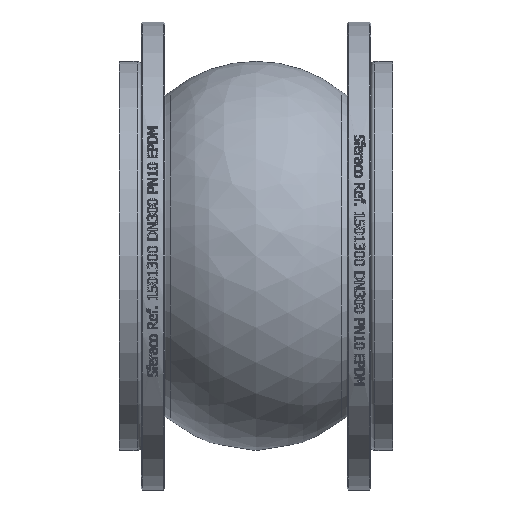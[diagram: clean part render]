
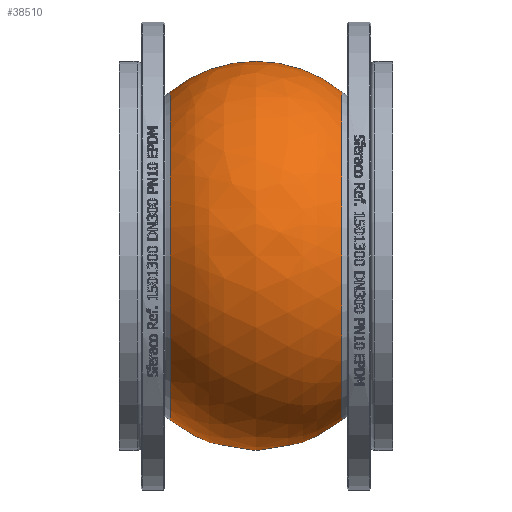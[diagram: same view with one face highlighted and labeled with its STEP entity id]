
A CAD part, front view. The second image highlights one B-rep face of the part: STEP entity #38510.
In plain terms, the highlighted free-form (B-spline) face has degree [2, 2] with [3, 9] control points.
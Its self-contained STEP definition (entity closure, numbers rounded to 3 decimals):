
#3255=(
BOUNDED_SURFACE()
B_SPLINE_SURFACE(2,2,((#49600,#49601,#49602,#49603,#49604,#49605,#49606,
#49607,#49608),(#49609,#49610,#49611,#49612,#49613,#49614,#49615,#49616,
#49617),(#49618,#49619,#49620,#49621,#49622,#49623,#49624,#49625,#49626)),
 .UNSPECIFIED.,.F.,.T.,.F.)
B_SPLINE_SURFACE_WITH_KNOTS((3,3),(3,2,2,2,3),(-0.68,0.68),
(-3.142,-1.571,0.,1.571,3.142),
 .UNSPECIFIED.)
GEOMETRIC_REPRESENTATION_ITEM()
RATIONAL_B_SPLINE_SURFACE(((1.,0.707,1.,0.707,1.,
0.707,1.,0.707,1.),(0.778,0.55,
0.778,0.55,0.778,0.55,
0.778,0.55,0.778),(1.,0.707,
1.,0.707,1.,0.707,1.,0.707,1.)))
REPRESENTATION_ITEM('')
SURFACE()
);
#9783=FACE_OUTER_BOUND('',#11907,.T.);
#11907=EDGE_LOOP('',(#24958,#24959,#24960,#24961,#24962,#24963));
#14268=CIRCLE('',#40660,156.114);
#14272=CIRCLE('',#40664,156.114);
#14303=CIRCLE('',#40706,156.114);
#14304=CIRCLE('',#40707,156.114);
#14305=CIRCLE('',#40708,130.);
#15266=VERTEX_POINT('',#49495);
#15267=VERTEX_POINT('',#49496);
#15292=VERTEX_POINT('',#49595);
#15293=VERTEX_POINT('',#49597);
#19104=EDGE_CURVE('',#15266,#15267,#14268,.T.);
#19108=EDGE_CURVE('',#15267,#15266,#14272,.T.);
#19141=EDGE_CURVE('',#15293,#15292,#14303,.T.);
#19142=EDGE_CURVE('',#15292,#15293,#14304,.T.);
#19143=EDGE_CURVE('',#15267,#15292,#14305,.T.);
#24958=ORIENTED_EDGE('',*,*,#19104,.F.);
#24959=ORIENTED_EDGE('',*,*,#19108,.F.);
#24960=ORIENTED_EDGE('',*,*,#19143,.T.);
#24961=ORIENTED_EDGE('',*,*,#19142,.T.);
#24962=ORIENTED_EDGE('',*,*,#19141,.T.);
#24963=ORIENTED_EDGE('',*,*,#19143,.F.);
#38510=ADVANCED_FACE('',(#9783),#3255,.F.);
#40660=AXIS2_PLACEMENT_3D('',#49497,#42749,#42750);
#40664=AXIS2_PLACEMENT_3D('',#49503,#42757,#42758);
#40706=AXIS2_PLACEMENT_3D('',#49598,#42843,#42844);
#40707=AXIS2_PLACEMENT_3D('',#49599,#42845,#42846);
#40708=AXIS2_PLACEMENT_3D('',#49627,#42847,#42848);
#42749=DIRECTION('center_axis',(-1.,0.,0.));
#42750=DIRECTION('ref_axis',(0.,0.,-1.));
#42757=DIRECTION('center_axis',(-1.,0.,0.));
#42758=DIRECTION('ref_axis',(0.,0.,-1.));
#42843=DIRECTION('center_axis',(-1.,0.,0.));
#42844=DIRECTION('ref_axis',(0.,0.,-1.));
#42845=DIRECTION('center_axis',(-1.,0.,0.));
#42846=DIRECTION('ref_axis',(0.,0.,-1.));
#42847=DIRECTION('center_axis',(0.,1.,0.));
#42848=DIRECTION('ref_axis',(0.,0.,1.));
#49495=CARTESIAN_POINT('',(-81.707,-156.114,0.));
#49496=CARTESIAN_POINT('',(-81.707,0.,156.114));
#49497=CARTESIAN_POINT('Origin',(-81.707,0.,0.));
#49503=CARTESIAN_POINT('Origin',(-81.707,0.,0.));
#49595=CARTESIAN_POINT('',(81.707,0.,156.114));
#49597=CARTESIAN_POINT('',(81.707,-156.114,0.));
#49598=CARTESIAN_POINT('Origin',(81.707,0.,0.));
#49599=CARTESIAN_POINT('Origin',(81.707,0.,0.));
#49600=CARTESIAN_POINT('Ctrl Pts',(81.707,0.,156.114));
#49601=CARTESIAN_POINT('Ctrl Pts',(81.707,156.114,156.114));
#49602=CARTESIAN_POINT('Ctrl Pts',(81.707,156.114,0.));
#49603=CARTESIAN_POINT('Ctrl Pts',(81.707,156.114,-156.114));
#49604=CARTESIAN_POINT('Ctrl Pts',(81.707,0.,-156.114));
#49605=CARTESIAN_POINT('Ctrl Pts',(81.707,-156.114,-156.114));
#49606=CARTESIAN_POINT('Ctrl Pts',(81.707,-156.114,0.));
#49607=CARTESIAN_POINT('Ctrl Pts',(81.707,-156.114,156.114));
#49608=CARTESIAN_POINT('Ctrl Pts',(81.707,0.,156.114));
#49609=CARTESIAN_POINT('Ctrl Pts',(0.,0.,222.139));
#49610=CARTESIAN_POINT('Ctrl Pts',(0.,222.139,222.139));
#49611=CARTESIAN_POINT('Ctrl Pts',(0.,222.139,0.));
#49612=CARTESIAN_POINT('Ctrl Pts',(0.,222.139,-222.139));
#49613=CARTESIAN_POINT('Ctrl Pts',(0.,0.,-222.139));
#49614=CARTESIAN_POINT('Ctrl Pts',(0.,-222.139,-222.139));
#49615=CARTESIAN_POINT('Ctrl Pts',(0.,-222.139,0.));
#49616=CARTESIAN_POINT('Ctrl Pts',(0.,-222.139,222.139));
#49617=CARTESIAN_POINT('Ctrl Pts',(0.,0.,222.139));
#49618=CARTESIAN_POINT('Ctrl Pts',(-81.707,0.,156.114));
#49619=CARTESIAN_POINT('Ctrl Pts',(-81.707,156.114,156.114));
#49620=CARTESIAN_POINT('Ctrl Pts',(-81.707,156.114,0.));
#49621=CARTESIAN_POINT('Ctrl Pts',(-81.707,156.114,-156.114));
#49622=CARTESIAN_POINT('Ctrl Pts',(-81.707,0.,-156.114));
#49623=CARTESIAN_POINT('Ctrl Pts',(-81.707,-156.114,
-156.114));
#49624=CARTESIAN_POINT('Ctrl Pts',(-81.707,-156.114,
0.));
#49625=CARTESIAN_POINT('Ctrl Pts',(-81.707,-156.114,
156.114));
#49626=CARTESIAN_POINT('Ctrl Pts',(-81.707,0.,156.114));
#49627=CARTESIAN_POINT('Origin',(0.,0.,55.));
